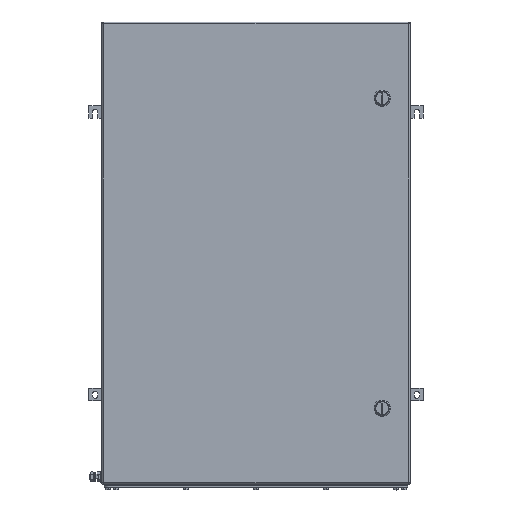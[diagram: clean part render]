
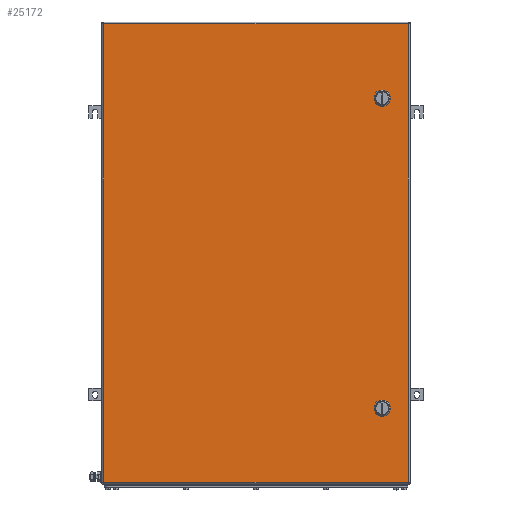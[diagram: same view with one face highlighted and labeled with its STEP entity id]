
A CAD part, top view. The second image highlights one B-rep face of the part: STEP entity #25172.
In plain terms, the highlighted planar face has unit normal (0, 0, 1).
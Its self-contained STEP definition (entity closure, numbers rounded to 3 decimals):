
#24986=AXIS2_PLACEMENT_3D('Circle Axis2P3D',#24984,#24985,$) ;
#25013=AXIS2_PLACEMENT_3D('Plane Axis2P3D',#25010,#25011,#25012) ;
#25058=AXIS2_PLACEMENT_3D('Circle Axis2P3D',#25056,#25057,$) ;
#25072=AXIS2_PLACEMENT_3D('Circle Axis2P3D',#25070,#25071,$) ;
#25086=AXIS2_PLACEMENT_3D('Circle Axis2P3D',#25084,#25085,$) ;
#25108=AXIS2_PLACEMENT_3D('Circle Axis2P3D',#25106,#25107,$) ;
#25124=AXIS2_PLACEMENT_3D('Circle Axis2P3D',#25122,#25123,$) ;
#25138=AXIS2_PLACEMENT_3D('Circle Axis2P3D',#25136,#25137,$) ;
#25152=AXIS2_PLACEMENT_3D('Circle Axis2P3D',#25150,#25151,$) ;
#24981=CARTESIAN_POINT('Vertex',(585.056,764.45,203.5)) ;
#24984=CARTESIAN_POINT('Axis2P3D Location',(580.,774.5,203.5)) ;
#24988=CARTESIAN_POINT('Vertex',(590.05,769.444,203.5)) ;
#25010=CARTESIAN_POINT('Axis2P3D Location',(330.5,468.,203.5)) ;
#25015=CARTESIAN_POINT('Line Origine',(330.5,921.5,203.5)) ;
#25019=CARTESIAN_POINT('Vertex',(632.,921.5,203.5)) ;
#25021=CARTESIAN_POINT('Vertex',(29.,921.5,203.5)) ;
#25024=CARTESIAN_POINT('Line Origine',(29.,468.,203.5)) ;
#25028=CARTESIAN_POINT('Vertex',(29.,14.5,203.5)) ;
#25031=CARTESIAN_POINT('Line Origine',(330.5,14.5,203.5)) ;
#25035=CARTESIAN_POINT('Vertex',(632.,14.5,203.5)) ;
#25038=CARTESIAN_POINT('Line Origine',(632.,468.,203.5)) ;
#25049=CARTESIAN_POINT('Line Origine',(580.,764.45,203.5)) ;
#25053=CARTESIAN_POINT('Vertex',(574.944,764.45,203.5)) ;
#25056=CARTESIAN_POINT('Axis2P3D Location',(580.,774.5,203.5)) ;
#25060=CARTESIAN_POINT('Vertex',(569.95,769.444,203.5)) ;
#25063=CARTESIAN_POINT('Line Origine',(569.95,774.5,203.5)) ;
#25067=CARTESIAN_POINT('Vertex',(569.95,779.556,203.5)) ;
#25070=CARTESIAN_POINT('Axis2P3D Location',(580.,774.5,203.5)) ;
#25074=CARTESIAN_POINT('Vertex',(574.944,784.55,203.5)) ;
#25077=CARTESIAN_POINT('Line Origine',(580.,784.55,203.5)) ;
#25081=CARTESIAN_POINT('Vertex',(585.056,784.55,203.5)) ;
#25084=CARTESIAN_POINT('Axis2P3D Location',(580.,774.5,203.5)) ;
#25088=CARTESIAN_POINT('Vertex',(590.05,779.556,203.5)) ;
#25091=CARTESIAN_POINT('Line Origine',(590.05,774.5,203.5)) ;
#25106=CARTESIAN_POINT('Axis2P3D Location',(580.,161.5,203.5)) ;
#25110=CARTESIAN_POINT('Vertex',(585.056,151.45,203.5)) ;
#25112=CARTESIAN_POINT('Vertex',(590.05,156.444,203.5)) ;
#25115=CARTESIAN_POINT('Line Origine',(580.,151.45,203.5)) ;
#25119=CARTESIAN_POINT('Vertex',(574.944,151.45,203.5)) ;
#25122=CARTESIAN_POINT('Axis2P3D Location',(580.,161.5,203.5)) ;
#25126=CARTESIAN_POINT('Vertex',(569.95,156.444,203.5)) ;
#25129=CARTESIAN_POINT('Line Origine',(569.95,161.5,203.5)) ;
#25133=CARTESIAN_POINT('Vertex',(569.95,166.556,203.5)) ;
#25136=CARTESIAN_POINT('Axis2P3D Location',(580.,161.5,203.5)) ;
#25140=CARTESIAN_POINT('Vertex',(574.944,171.55,203.5)) ;
#25143=CARTESIAN_POINT('Line Origine',(580.,171.55,203.5)) ;
#25147=CARTESIAN_POINT('Vertex',(585.056,171.55,203.5)) ;
#25150=CARTESIAN_POINT('Axis2P3D Location',(580.,161.5,203.5)) ;
#25154=CARTESIAN_POINT('Vertex',(590.05,166.556,203.5)) ;
#25157=CARTESIAN_POINT('Line Origine',(590.05,161.5,203.5)) ;
#24985=DIRECTION('Axis2P3D Direction',(0.,0.,1.)) ;
#25011=DIRECTION('Axis2P3D Direction',(0.,0.,1.)) ;
#25012=DIRECTION('Axis2P3D XDirection',(1.,0.,0.)) ;
#25016=DIRECTION('Vector Direction',(1.,0.,0.)) ;
#25025=DIRECTION('Vector Direction',(0.,-1.,0.)) ;
#25032=DIRECTION('Vector Direction',(1.,0.,0.)) ;
#25039=DIRECTION('Vector Direction',(0.,1.,0.)) ;
#25050=DIRECTION('Vector Direction',(1.,0.,0.)) ;
#25057=DIRECTION('Axis2P3D Direction',(0.,0.,1.)) ;
#25064=DIRECTION('Vector Direction',(0.,1.,0.)) ;
#25071=DIRECTION('Axis2P3D Direction',(0.,0.,1.)) ;
#25078=DIRECTION('Vector Direction',(1.,0.,0.)) ;
#25085=DIRECTION('Axis2P3D Direction',(0.,0.,1.)) ;
#25092=DIRECTION('Vector Direction',(0.,-1.,0.)) ;
#25107=DIRECTION('Axis2P3D Direction',(0.,0.,1.)) ;
#25116=DIRECTION('Vector Direction',(1.,0.,0.)) ;
#25123=DIRECTION('Axis2P3D Direction',(0.,0.,1.)) ;
#25130=DIRECTION('Vector Direction',(0.,1.,0.)) ;
#25137=DIRECTION('Axis2P3D Direction',(0.,0.,1.)) ;
#25144=DIRECTION('Vector Direction',(1.,0.,0.)) ;
#25151=DIRECTION('Axis2P3D Direction',(0.,0.,1.)) ;
#25158=DIRECTION('Vector Direction',(0.,-1.,0.)) ;
#25017=VECTOR('Line Direction',#25016,1.) ;
#25026=VECTOR('Line Direction',#25025,1.) ;
#25033=VECTOR('Line Direction',#25032,1.) ;
#25040=VECTOR('Line Direction',#25039,1.) ;
#25051=VECTOR('Line Direction',#25050,1.) ;
#25065=VECTOR('Line Direction',#25064,1.) ;
#25079=VECTOR('Line Direction',#25078,1.) ;
#25093=VECTOR('Line Direction',#25092,1.) ;
#25117=VECTOR('Line Direction',#25116,1.) ;
#25131=VECTOR('Line Direction',#25130,1.) ;
#25145=VECTOR('Line Direction',#25144,1.) ;
#25159=VECTOR('Line Direction',#25158,1.) ;
#25044=ORIENTED_EDGE('',*,*,#25023,.T.) ;
#25045=ORIENTED_EDGE('',*,*,#25030,.T.) ;
#25046=ORIENTED_EDGE('',*,*,#25037,.T.) ;
#25047=ORIENTED_EDGE('',*,*,#25042,.T.) ;
#25097=ORIENTED_EDGE('',*,*,#25055,.F.) ;
#25098=ORIENTED_EDGE('',*,*,#25062,.F.) ;
#25099=ORIENTED_EDGE('',*,*,#25069,.T.) ;
#25100=ORIENTED_EDGE('',*,*,#25076,.F.) ;
#25101=ORIENTED_EDGE('',*,*,#25083,.T.) ;
#25102=ORIENTED_EDGE('',*,*,#25090,.F.) ;
#25103=ORIENTED_EDGE('',*,*,#25095,.T.) ;
#25104=ORIENTED_EDGE('',*,*,#24990,.F.) ;
#25163=ORIENTED_EDGE('',*,*,#25114,.F.) ;
#25164=ORIENTED_EDGE('',*,*,#25121,.F.) ;
#25165=ORIENTED_EDGE('',*,*,#25128,.F.) ;
#25166=ORIENTED_EDGE('',*,*,#25135,.T.) ;
#25167=ORIENTED_EDGE('',*,*,#25142,.F.) ;
#25168=ORIENTED_EDGE('',*,*,#25149,.T.) ;
#25169=ORIENTED_EDGE('',*,*,#25156,.F.) ;
#25170=ORIENTED_EDGE('',*,*,#25161,.T.) ;
#25105=FACE_BOUND('',#25096,.T.) ;
#25171=FACE_BOUND('',#25162,.T.) ;
#25172=ADVANCED_FACE('ZUB_KTB_QL_916120_1GP_AllCATPart_AllCATPart.2\\ZUB_KTB_QL_916120_1GP_AllCATPart.2\\ZUB_DE_KTB_QL.1\\DE_KTB_MH_PART_MASTER.1\\Koerper.2',(#25048,#25105,#25171),#25014,.T.) ;
#24987=CIRCLE('generated circle',#24986,11.25) ;
#25059=CIRCLE('generated circle',#25058,11.25) ;
#25073=CIRCLE('generated circle',#25072,11.25) ;
#25087=CIRCLE('generated circle',#25086,11.25) ;
#25109=CIRCLE('generated circle',#25108,11.25) ;
#25125=CIRCLE('generated circle',#25124,11.25) ;
#25139=CIRCLE('generated circle',#25138,11.25) ;
#25153=CIRCLE('generated circle',#25152,11.25) ;
#24990=EDGE_CURVE('',#24982,#24989,#24987,.T.) ;
#25023=EDGE_CURVE('',#25020,#25022,#25018,.F.) ;
#25030=EDGE_CURVE('',#25022,#25029,#25027,.T.) ;
#25037=EDGE_CURVE('',#25029,#25036,#25034,.T.) ;
#25042=EDGE_CURVE('',#25036,#25020,#25041,.T.) ;
#25055=EDGE_CURVE('',#25054,#24982,#25052,.T.) ;
#25062=EDGE_CURVE('',#25061,#25054,#25059,.T.) ;
#25069=EDGE_CURVE('',#25061,#25068,#25066,.T.) ;
#25076=EDGE_CURVE('',#25075,#25068,#25073,.T.) ;
#25083=EDGE_CURVE('',#25075,#25082,#25080,.T.) ;
#25090=EDGE_CURVE('',#25089,#25082,#25087,.T.) ;
#25095=EDGE_CURVE('',#25089,#24989,#25094,.T.) ;
#25114=EDGE_CURVE('',#25111,#25113,#25109,.T.) ;
#25121=EDGE_CURVE('',#25120,#25111,#25118,.T.) ;
#25128=EDGE_CURVE('',#25127,#25120,#25125,.T.) ;
#25135=EDGE_CURVE('',#25127,#25134,#25132,.T.) ;
#25142=EDGE_CURVE('',#25141,#25134,#25139,.T.) ;
#25149=EDGE_CURVE('',#25141,#25148,#25146,.T.) ;
#25156=EDGE_CURVE('',#25155,#25148,#25153,.T.) ;
#25161=EDGE_CURVE('',#25155,#25113,#25160,.T.) ;
#25043=EDGE_LOOP('',(#25044,#25045,#25046,#25047)) ;
#25096=EDGE_LOOP('',(#25097,#25098,#25099,#25100,#25101,#25102,#25103,#25104)) ;
#25162=EDGE_LOOP('',(#25163,#25164,#25165,#25166,#25167,#25168,#25169,#25170)) ;
#25048=FACE_OUTER_BOUND('',#25043,.T.) ;
#25018=LINE('Line',#25015,#25017) ;
#25027=LINE('Line',#25024,#25026) ;
#25034=LINE('Line',#25031,#25033) ;
#25041=LINE('Line',#25038,#25040) ;
#25052=LINE('Line',#25049,#25051) ;
#25066=LINE('Line',#25063,#25065) ;
#25080=LINE('Line',#25077,#25079) ;
#25094=LINE('Line',#25091,#25093) ;
#25118=LINE('Line',#25115,#25117) ;
#25132=LINE('Line',#25129,#25131) ;
#25146=LINE('Line',#25143,#25145) ;
#25160=LINE('Line',#25157,#25159) ;
#25014=PLANE('',#25013) ;
#24982=VERTEX_POINT('',#24981) ;
#24989=VERTEX_POINT('',#24988) ;
#25020=VERTEX_POINT('',#25019) ;
#25022=VERTEX_POINT('',#25021) ;
#25029=VERTEX_POINT('',#25028) ;
#25036=VERTEX_POINT('',#25035) ;
#25054=VERTEX_POINT('',#25053) ;
#25061=VERTEX_POINT('',#25060) ;
#25068=VERTEX_POINT('',#25067) ;
#25075=VERTEX_POINT('',#25074) ;
#25082=VERTEX_POINT('',#25081) ;
#25089=VERTEX_POINT('',#25088) ;
#25111=VERTEX_POINT('',#25110) ;
#25113=VERTEX_POINT('',#25112) ;
#25120=VERTEX_POINT('',#25119) ;
#25127=VERTEX_POINT('',#25126) ;
#25134=VERTEX_POINT('',#25133) ;
#25141=VERTEX_POINT('',#25140) ;
#25148=VERTEX_POINT('',#25147) ;
#25155=VERTEX_POINT('',#25154) ;
